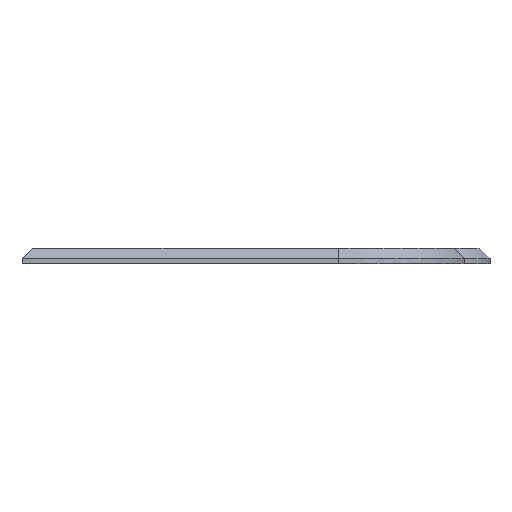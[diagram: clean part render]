
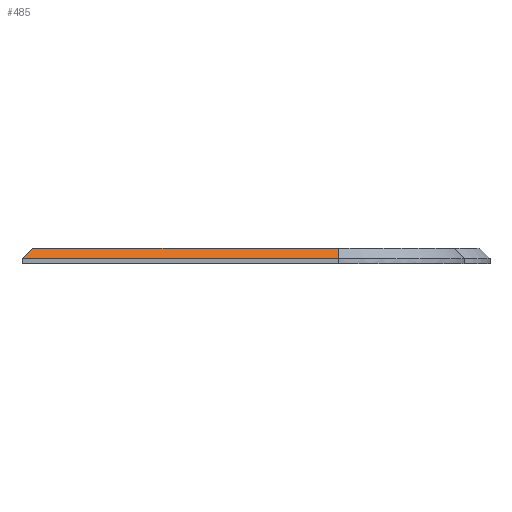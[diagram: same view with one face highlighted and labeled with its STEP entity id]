
A CAD part, left-side view. The second image highlights one B-rep face of the part: STEP entity #485.
In plain terms, the highlighted planar face has unit normal (-0.707, 0, 0.707).
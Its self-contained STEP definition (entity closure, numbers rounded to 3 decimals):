
#32 = VERTEX_POINT('',#33);
#33 = CARTESIAN_POINT('',(-61.382,-48.119,29.9));
#117 = EDGE_CURVE('',#32,#118,#120,.T.);
#118 = VERTEX_POINT('',#119);
#119 = CARTESIAN_POINT('',(-60.382,-48.119,30.9));
#120 = LINE('',#121,#122);
#121 = CARTESIAN_POINT('',(-60.882,-48.119,30.4));
#122 = VECTOR('',#123,1.);
#123 = DIRECTION('',(0.707,0.,0.707));
#417 = EDGE_CURVE('',#418,#32,#420,.T.);
#418 = VERTEX_POINT('',#419);
#419 = CARTESIAN_POINT('',(-61.382,-18.355,29.9));
#420 = LINE('',#421,#422);
#421 = CARTESIAN_POINT('',(-61.382,-18.355,29.9));
#422 = VECTOR('',#423,1.);
#423 = DIRECTION('',(-0.,-1.,-0.));
#485 = ADVANCED_FACE('',(#486),#504,.T.);
#486 = FACE_BOUND('',#487,.T.);
#487 = EDGE_LOOP('',(#488,#496,#497,#498));
#488 = ORIENTED_EDGE('',*,*,#489,.F.);
#489 = EDGE_CURVE('',#418,#490,#492,.T.);
#490 = VERTEX_POINT('',#491);
#491 = CARTESIAN_POINT('',(-60.382,-19.355,30.9));
#492 = LINE('',#493,#494);
#493 = CARTESIAN_POINT('',(-58.299,-21.438,
    32.983));
#494 = VECTOR('',#495,1.);
#495 = DIRECTION('',(0.577,-0.577,0.577));
#496 = ORIENTED_EDGE('',*,*,#417,.T.);
#497 = ORIENTED_EDGE('',*,*,#117,.T.);
#498 = ORIENTED_EDGE('',*,*,#499,.F.);
#499 = EDGE_CURVE('',#490,#118,#500,.T.);
#500 = LINE('',#501,#502);
#501 = CARTESIAN_POINT('',(-60.382,-18.355,30.9));
#502 = VECTOR('',#503,1.);
#503 = DIRECTION('',(-0.,-1.,-0.));
#504 = PLANE('',#505);
#505 = AXIS2_PLACEMENT_3D('',#506,#507,#508);
#506 = CARTESIAN_POINT('',(-60.882,-18.355,30.4));
#507 = DIRECTION('',(-0.707,0.,0.707));
#508 = DIRECTION('',(0.,-1.,0.));
